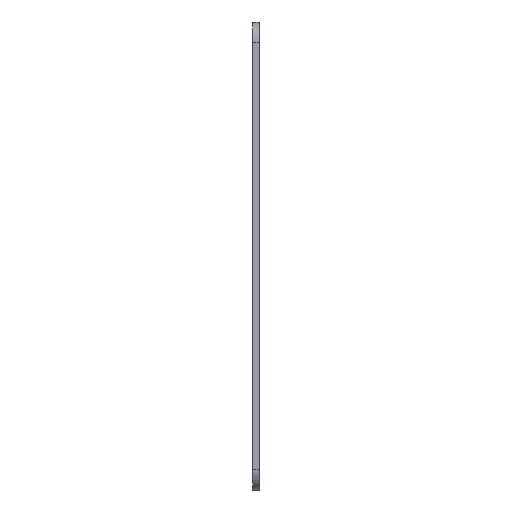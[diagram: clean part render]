
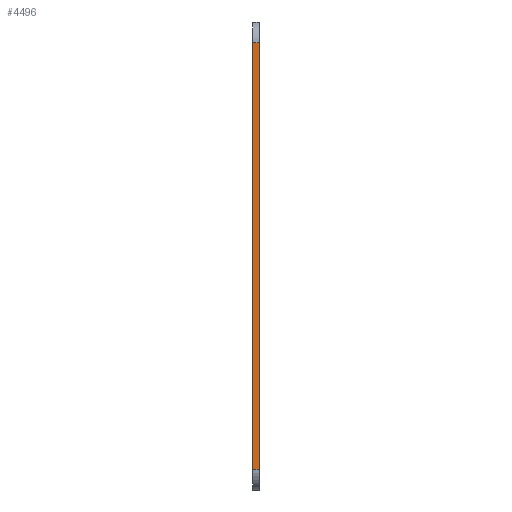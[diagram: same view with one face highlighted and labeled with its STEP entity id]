
A CAD part, left-side view. The second image highlights one B-rep face of the part: STEP entity #4496.
In plain terms, the highlighted planar face has unit normal (-1, 0, 0).
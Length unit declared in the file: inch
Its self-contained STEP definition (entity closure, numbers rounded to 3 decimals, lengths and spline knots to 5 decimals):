
#160 = DIRECTION ( 'NONE',  ( -1., 0., 0. ) ) ;
#227 = PLANE ( 'NONE',  #17560 ) ;
#462 = CARTESIAN_POINT ( 'NONE',  ( 0., -0.0625, 0. ) ) ;
#1256 = EDGE_LOOP ( 'NONE', ( #29728, #19377, #28510, #28576 ) ) ;
#1702 = DIRECTION ( 'NONE',  ( 0., 0., 1. ) ) ;
#2705 = CARTESIAN_POINT ( 'NONE',  ( 0., -0.0625, 0. ) ) ;
#2995 = LINE ( 'NONE', #29150, #26723 ) ;
#3095 = VECTOR ( 'NONE', #17618, 39.37008 ) ;
#3820 = LINE ( 'NONE', #28972, #3095 ) ;
#4496 = ADVANCED_FACE ( 'NONE', ( #19710 ), #227, .T. ) ;
#4851 = LINE ( 'NONE', #17522, #10242 ) ;
#5489 = CARTESIAN_POINT ( 'NONE',  ( 0., -0.0625, -0.1875 ) ) ;
#5561 = EDGE_CURVE ( 'NONE', #11006, #29692, #3820, .T. ) ;
#5899 = EDGE_CURVE ( 'NONE', #23100, #11006, #6664, .T. ) ;
#6664 = LINE ( 'NONE', #2705, #18208 ) ;
#9246 = EDGE_CURVE ( 'NONE', #14569, #23100, #4851, .T. ) ;
#9254 = CARTESIAN_POINT ( 'NONE',  ( 0., -0.0625, -4.01776 ) ) ;
#9323 = DIRECTION ( 'NONE',  ( 0., 0., 1. ) ) ;
#9624 = DIRECTION ( 'NONE',  ( 0., 0., 1. ) ) ;
#10242 = VECTOR ( 'NONE', #28879, 39.37008 ) ;
#10504 = CARTESIAN_POINT ( 'NONE',  ( 0., 0., -0.1875 ) ) ;
#11006 = VERTEX_POINT ( 'NONE', #5489 ) ;
#14569 = VERTEX_POINT ( 'NONE', #21354 ) ;
#17522 = CARTESIAN_POINT ( 'NONE',  ( 0., -0.0625, -4.01776 ) ) ;
#17560 = AXIS2_PLACEMENT_3D ( 'NONE', #462, #160, #9323 ) ;
#17618 = DIRECTION ( 'NONE',  ( 0., 1., 0. ) ) ;
#18208 = VECTOR ( 'NONE', #9624, 39.37008 ) ;
#19377 = ORIENTED_EDGE ( 'NONE', *, *, #5561, .T. ) ;
#19710 = FACE_OUTER_BOUND ( 'NONE', #1256, .T. ) ;
#21354 = CARTESIAN_POINT ( 'NONE',  ( 0., 0., -4.01776 ) ) ;
#23100 = VERTEX_POINT ( 'NONE', #9254 ) ;
#26723 = VECTOR ( 'NONE', #1702, 39.37008 ) ;
#26746 = EDGE_CURVE ( 'NONE', #14569, #29692, #2995, .T. ) ;
#28510 = ORIENTED_EDGE ( 'NONE', *, *, #26746, .F. ) ;
#28576 = ORIENTED_EDGE ( 'NONE', *, *, #9246, .T. ) ;
#28879 = DIRECTION ( 'NONE',  ( 0., -1., 0. ) ) ;
#28972 = CARTESIAN_POINT ( 'NONE',  ( 0., -0.0625, -0.1875 ) ) ;
#29150 = CARTESIAN_POINT ( 'NONE',  ( 0., 0., 0. ) ) ;
#29692 = VERTEX_POINT ( 'NONE', #10504 ) ;
#29728 = ORIENTED_EDGE ( 'NONE', *, *, #5899, .T. ) ;
